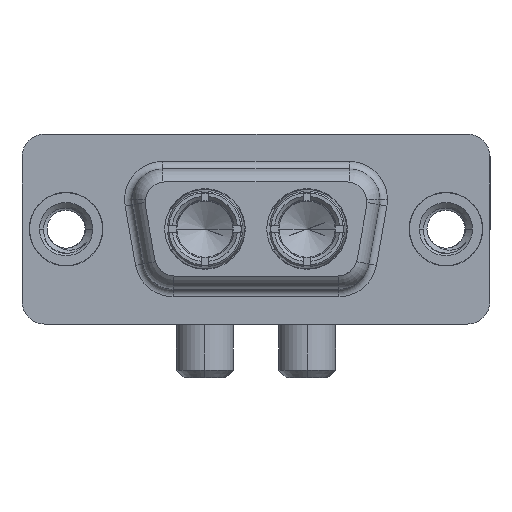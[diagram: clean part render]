
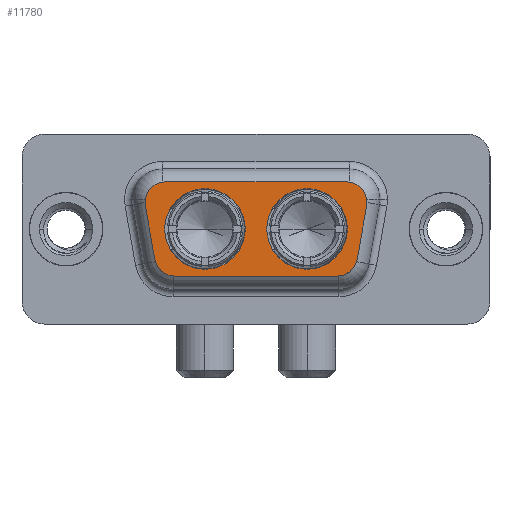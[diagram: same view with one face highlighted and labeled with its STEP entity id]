
A CAD part, top view. The second image highlights one B-rep face of the part: STEP entity #11780.
In plain terms, the highlighted planar face has unit normal (0, 0, 1).
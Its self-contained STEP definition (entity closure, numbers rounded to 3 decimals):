
#45 = CARTESIAN_POINT ( 'NONE',  ( 9.14, 0., 6.2 ) ) ;
#191 = VECTOR ( 'NONE', #8629, 1000. ) ;
#247 = EDGE_LOOP ( 'NONE', ( #9170, #2594 ) ) ;
#284 = CIRCLE ( 'NONE', #8734, 2.65 ) ;
#321 = CARTESIAN_POINT ( 'NONE',  ( 5.221, 1.516, 6.2 ) ) ;
#385 = CARTESIAN_POINT ( 'NONE',  ( 5.838, -1.984, 6.2 ) ) ;
#388 = DIRECTION ( 'NONE',  ( 0.174, -0.985, 0. ) ) ;
#391 = CIRCLE ( 'NONE', #9413, 1.35 ) ;
#400 = DIRECTION ( 'NONE',  ( 0., 0., -1. ) ) ;
#461 = PLANE ( 'NONE',  #6388 ) ;
#522 = FACE_BOUND ( 'NONE', #2642, .T. ) ;
#564 = CARTESIAN_POINT ( 'NONE',  ( 17.833, -1.75, 6.2 ) ) ;
#880 = VERTEX_POINT ( 'NONE', #8283 ) ;
#1094 = AXIS2_PLACEMENT_3D ( 'NONE', #45, #8589, #5868 ) ;
#1302 = CARTESIAN_POINT ( 'NONE',  ( 7.167, -3.1, 6.2 ) ) ;
#1310 = LINE ( 'NONE', #8985, #4239 ) ;
#1403 = EDGE_CURVE ( 'NONE', #10025, #9826, #2495, .T. ) ;
#1484 = CIRCLE ( 'NONE', #5202, 1.35 ) ;
#1590 = VERTEX_POINT ( 'NONE', #5068 ) ;
#1865 = VERTEX_POINT ( 'NONE', #9790 ) ;
#2032 = CIRCLE ( 'NONE', #6140, 2.65 ) ;
#2289 = DIRECTION ( 'NONE',  ( 1., 0., 0. ) ) ;
#2495 = CIRCLE ( 'NONE', #9355, 2.65 ) ;
#2539 = AXIS2_PLACEMENT_3D ( 'NONE', #564, #8127, #6091 ) ;
#2563 = DIRECTION ( 'NONE',  ( 1., 0., 0. ) ) ;
#2594 = ORIENTED_EDGE ( 'NONE', *, *, #1403, .F. ) ;
#2599 = ORIENTED_EDGE ( 'NONE', *, *, #6468, .F. ) ;
#2642 = EDGE_LOOP ( 'NONE', ( #2599, #9213 ) ) ;
#2647 = ORIENTED_EDGE ( 'NONE', *, *, #3158, .T. ) ;
#2680 = CARTESIAN_POINT ( 'NONE',  ( 19.162, -1.984, 6.2 ) ) ;
#2906 = ORIENTED_EDGE ( 'NONE', *, *, #10265, .T. ) ;
#2920 = ORIENTED_EDGE ( 'NONE', *, *, #9667, .T. ) ;
#2944 = DIRECTION ( 'NONE',  ( 0., 0., 1. ) ) ;
#2989 = DIRECTION ( 'NONE',  ( -1., 0., 0. ) ) ;
#3158 = EDGE_CURVE ( 'NONE', #5717, #1865, #8990, .T. ) ;
#3497 = VERTEX_POINT ( 'NONE', #2680 ) ;
#3506 = DIRECTION ( 'NONE',  ( 0., 0., 1. ) ) ;
#3547 = VERTEX_POINT ( 'NONE', #321 ) ;
#3565 = ORIENTED_EDGE ( 'NONE', *, *, #5555, .T. ) ;
#3707 = VERTEX_POINT ( 'NONE', #1302 ) ;
#3805 = CARTESIAN_POINT ( 'NONE',  ( 18.45, 1.75, 6.2 ) ) ;
#4147 = DIRECTION ( 'NONE',  ( -1., 0., 0. ) ) ;
#4156 = CARTESIAN_POINT ( 'NONE',  ( 18.51, 0., 6.2 ) ) ;
#4199 = ORIENTED_EDGE ( 'NONE', *, *, #4588, .T. ) ;
#4239 = VECTOR ( 'NONE', #388, 1000. ) ;
#4303 = VERTEX_POINT ( 'NONE', #5616 ) ;
#4328 = FACE_OUTER_BOUND ( 'NONE', #8868, .T. ) ;
#4440 = EDGE_CURVE ( 'NONE', #3497, #9359, #6838, .T. ) ;
#4452 = CARTESIAN_POINT ( 'NONE',  ( 15.86, 0., 6.2 ) ) ;
#4588 = EDGE_CURVE ( 'NONE', #7541, #3497, #9592, .T. ) ;
#4666 = EDGE_CURVE ( 'NONE', #1865, #3547, #391, .T. ) ;
#4871 = CARTESIAN_POINT ( 'NONE',  ( 19.779, 1.516, 6.2 ) ) ;
#4904 = DIRECTION ( 'NONE',  ( 1., 0., 0. ) ) ;
#4940 = CARTESIAN_POINT ( 'NONE',  ( 6.55, 3.1, 6.2 ) ) ;
#5035 = CARTESIAN_POINT ( 'NONE',  ( 19.779, 1.516, 6.2 ) ) ;
#5064 = DIRECTION ( 'NONE',  ( -1., 0., 0. ) ) ;
#5068 = CARTESIAN_POINT ( 'NONE',  ( 11.79, 0., 6.2 ) ) ;
#5202 = AXIS2_PLACEMENT_3D ( 'NONE', #9602, #11392, #2989 ) ;
#5397 = AXIS2_PLACEMENT_3D ( 'NONE', #3805, #9500, #7561 ) ;
#5434 = DIRECTION ( 'NONE',  ( 0., 0., 1. ) ) ;
#5555 = EDGE_CURVE ( 'NONE', #3707, #7541, #10967, .T. ) ;
#5616 = CARTESIAN_POINT ( 'NONE',  ( 6.49, 0., 6.2 ) ) ;
#5644 = CARTESIAN_POINT ( 'NONE',  ( 15.86, 0., 6.2 ) ) ;
#5717 = VERTEX_POINT ( 'NONE', #9709 ) ;
#5868 = DIRECTION ( 'NONE',  ( 1., 0., 0. ) ) ;
#6091 = DIRECTION ( 'NONE',  ( -1., 0., 0. ) ) ;
#6140 = AXIS2_PLACEMENT_3D ( 'NONE', #8483, #3506, #7259 ) ;
#6169 = ORIENTED_EDGE ( 'NONE', *, *, #4666, .T. ) ;
#6388 = AXIS2_PLACEMENT_3D ( 'NONE', #11812, #400, #4147 ) ;
#6468 = EDGE_CURVE ( 'NONE', #1590, #4303, #2032, .T. ) ;
#6507 = ORIENTED_EDGE ( 'NONE', *, *, #4440, .T. ) ;
#6522 = VECTOR ( 'NONE', #2563, 1000. ) ;
#6532 = ORIENTED_EDGE ( 'NONE', *, *, #11497, .T. ) ;
#6536 = ORIENTED_EDGE ( 'NONE', *, *, #11934, .T. ) ;
#6838 = LINE ( 'NONE', #4871, #191 ) ;
#7080 = DIRECTION ( 'NONE',  ( 0., 0., 1. ) ) ;
#7259 = DIRECTION ( 'NONE',  ( 1., 0., 0. ) ) ;
#7541 = VERTEX_POINT ( 'NONE', #10751 ) ;
#7561 = DIRECTION ( 'NONE',  ( -1., 0., 0. ) ) ;
#7622 = CARTESIAN_POINT ( 'NONE',  ( 6.55, 1.75, 6.2 ) ) ;
#8127 = DIRECTION ( 'NONE',  ( 0., 0., 1. ) ) ;
#8283 = CARTESIAN_POINT ( 'NONE',  ( 18.45, 3.1, 6.2 ) ) ;
#8454 = DIRECTION ( 'NONE',  ( 1., 0., 0. ) ) ;
#8483 = CARTESIAN_POINT ( 'NONE',  ( 9.14, 0., 6.2 ) ) ;
#8589 = DIRECTION ( 'NONE',  ( 0., 0., 1. ) ) ;
#8629 = DIRECTION ( 'NONE',  ( 0.174, 0.985, 0. ) ) ;
#8734 = AXIS2_PLACEMENT_3D ( 'NONE', #5644, #9387, #4904 ) ;
#8823 = FACE_BOUND ( 'NONE', #247, .T. ) ;
#8868 = EDGE_LOOP ( 'NONE', ( #6532, #3565, #4199, #6507, #2920, #2906, #2647, #6169, #6536 ) ) ;
#8985 = CARTESIAN_POINT ( 'NONE',  ( 5.838, -1.984, 6.2 ) ) ;
#8990 = CIRCLE ( 'NONE', #12137, 1.35 ) ;
#9063 = CARTESIAN_POINT ( 'NONE',  ( 13.21, 0., 6.2 ) ) ;
#9170 = ORIENTED_EDGE ( 'NONE', *, *, #9648, .F. ) ;
#9213 = ORIENTED_EDGE ( 'NONE', *, *, #11489, .F. ) ;
#9355 = AXIS2_PLACEMENT_3D ( 'NONE', #4452, #5434, #8454 ) ;
#9359 = VERTEX_POINT ( 'NONE', #5035 ) ;
#9387 = DIRECTION ( 'NONE',  ( 0., 0., 1. ) ) ;
#9413 = AXIS2_PLACEMENT_3D ( 'NONE', #10692, #7080, #2289 ) ;
#9500 = DIRECTION ( 'NONE',  ( 0., 0., 1. ) ) ;
#9592 = CIRCLE ( 'NONE', #2539, 1.35 ) ;
#9602 = CARTESIAN_POINT ( 'NONE',  ( 7.167, -1.75, 6.2 ) ) ;
#9648 = EDGE_CURVE ( 'NONE', #9826, #10025, #284, .T. ) ;
#9667 = EDGE_CURVE ( 'NONE', #9359, #880, #11860, .T. ) ;
#9704 = VECTOR ( 'NONE', #5064, 1000. ) ;
#9709 = CARTESIAN_POINT ( 'NONE',  ( 6.55, 3.1, 6.2 ) ) ;
#9790 = CARTESIAN_POINT ( 'NONE',  ( 5.2, 1.75, 6.2 ) ) ;
#9826 = VERTEX_POINT ( 'NONE', #4156 ) ;
#10025 = VERTEX_POINT ( 'NONE', #9063 ) ;
#10265 = EDGE_CURVE ( 'NONE', #880, #5717, #10820, .T. ) ;
#10684 = VERTEX_POINT ( 'NONE', #385 ) ;
#10692 = CARTESIAN_POINT ( 'NONE',  ( 6.55, 1.75, 6.2 ) ) ;
#10716 = DIRECTION ( 'NONE',  ( 1., 0., 0. ) ) ;
#10751 = CARTESIAN_POINT ( 'NONE',  ( 17.833, -3.1, 6.2 ) ) ;
#10820 = LINE ( 'NONE', #4940, #9704 ) ;
#10967 = LINE ( 'NONE', #11156, #6522 ) ;
#11156 = CARTESIAN_POINT ( 'NONE',  ( 17.833, -3.1, 6.2 ) ) ;
#11392 = DIRECTION ( 'NONE',  ( 0., 0., 1. ) ) ;
#11479 = CIRCLE ( 'NONE', #1094, 2.65 ) ;
#11489 = EDGE_CURVE ( 'NONE', #4303, #1590, #11479, .T. ) ;
#11497 = EDGE_CURVE ( 'NONE', #10684, #3707, #1484, .T. ) ;
#11780 = ADVANCED_FACE ( 'NONE', ( #8823, #522, #4328 ), #461, .F. ) ;
#11812 = CARTESIAN_POINT ( 'NONE',  ( 7.167, -1.75, 6.2 ) ) ;
#11860 = CIRCLE ( 'NONE', #5397, 1.35 ) ;
#11934 = EDGE_CURVE ( 'NONE', #3547, #10684, #1310, .T. ) ;
#12137 = AXIS2_PLACEMENT_3D ( 'NONE', #7622, #2944, #10716 ) ;
